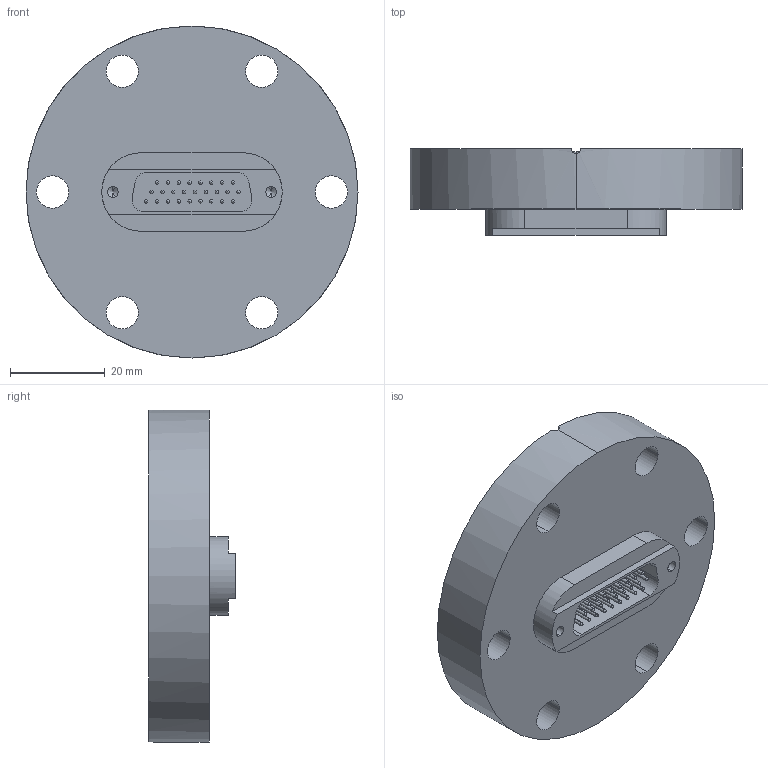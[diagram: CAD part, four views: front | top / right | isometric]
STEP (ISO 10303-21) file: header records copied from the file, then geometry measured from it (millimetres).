
FILE_DESCRIPTION (( 'STEP AP214' ), '1' );
FILE_NAME ('210-HD26-C40.STEP', '2015-02-06T08:32:32', ( '' ), ( '' ), 'SwSTEP 2.0', 'SolidWorks 2014', '' );
FILE_SCHEMA (( 'AUTOMOTIVE_DESIGN' ));
Length unit declared in the file: millimetre
Products named in the file (5): 218-HDX-SS_218-HD26-SS; 9210-PIN-FENI-0.7_vergoldet; 9218-HDX-SS_26 pol. 0,7mm Bohrung; 9210-HD26-C40_DN40 CF; 210-HD26-C40
Assembly tree (29 placements, depth 3):
  210-HD26-C40
    9210-HD26-C40_DN40 CF
    218-HDX-SS_218-HD26-SS
      9218-HDX-SS_26 pol. 0,7mm Bohrung
      9210-PIN-FENI-0.7_vergoldet  x26
Bounding box: 69.9 x 18.2 x 69.9 mm (x, y, z)
Volume: 43233.1 mm3; surface area: 16873.1 mm2
Topology: 28 solids, 28 shells, 235 faces, 672 edges, 440 vertices
Faces by surface type: cylinder 144, sphere 52, plane 27, cone 12
Entity records: 4930 total; most frequent: DIRECTION 878, CARTESIAN_POINT 828, ORIENTED_EDGE 716, AXIS2_PLACEMENT_3D 360, EDGE_CURVE 358, VERTEX_POINT 236, EDGE_LOOP 208, CIRCLE 192
